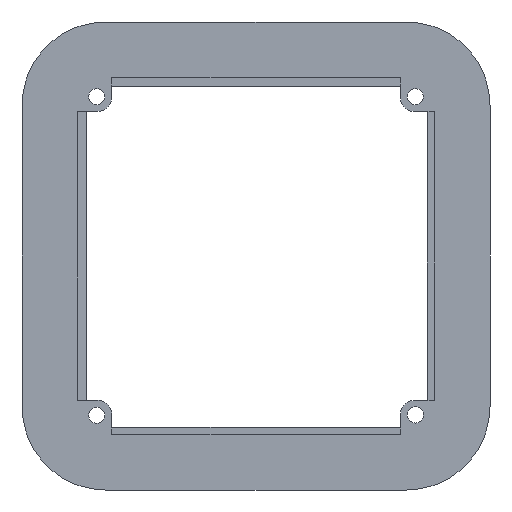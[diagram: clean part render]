
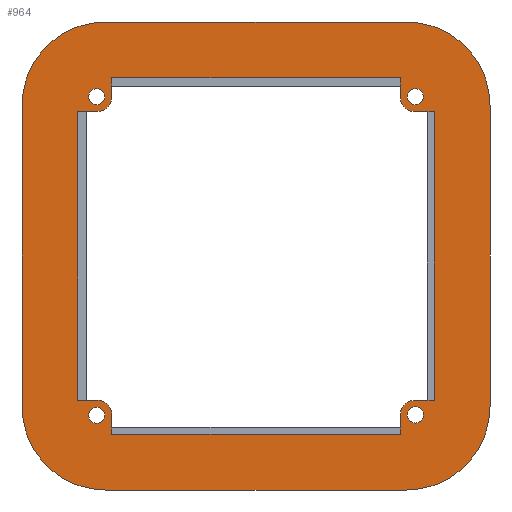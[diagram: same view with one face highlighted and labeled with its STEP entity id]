
A CAD part, front view. The second image highlights one B-rep face of the part: STEP entity #964.
In plain terms, the highlighted planar face has unit normal (0, -1, 0).
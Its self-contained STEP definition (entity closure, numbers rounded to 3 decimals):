
#19=FACE_BOUND('',#179,.T.);
#20=FACE_BOUND('',#180,.T.);
#21=FACE_BOUND('',#181,.T.);
#22=FACE_BOUND('',#182,.T.);
#23=FACE_BOUND('',#183,.T.);
#56=PLANE('',#1063);
#121=FACE_OUTER_BOUND('',#178,.T.);
#178=EDGE_LOOP('',(#864,#865,#866,#867,#868,#869,#870,#871));
#179=EDGE_LOOP('',(#872,#873,#874,#875,#876,#877,#878,#879,#880,#881,#882,
#883,#884,#885,#886,#887));
#180=EDGE_LOOP('',(#888));
#181=EDGE_LOOP('',(#889));
#182=EDGE_LOOP('',(#890));
#183=EDGE_LOOP('',(#891));
#195=LINE('',#1490,#287);
#198=LINE('',#1498,#290);
#215=LINE('',#1544,#307);
#246=LINE('',#1624,#338);
#250=LINE('',#1634,#342);
#254=LINE('',#1644,#346);
#257=LINE('',#1653,#349);
#260=LINE('',#1658,#352);
#261=LINE('',#1661,#353);
#263=LINE('',#1665,#355);
#265=LINE('',#1668,#357);
#266=LINE('',#1670,#358);
#267=LINE('',#1673,#359);
#269=LINE('',#1676,#361);
#270=LINE('',#1678,#362);
#275=LINE('',#1696,#367);
#287=VECTOR('',#1115,10.);
#290=VECTOR('',#1124,10.);
#307=VECTOR('',#1171,10.);
#338=VECTOR('',#1244,10.);
#342=VECTOR('',#1254,10.);
#346=VECTOR('',#1264,10.);
#349=VECTOR('',#1273,10.);
#352=VECTOR('',#1278,10.);
#353=VECTOR('',#1281,10.);
#355=VECTOR('',#1285,10.);
#357=VECTOR('',#1289,10.);
#358=VECTOR('',#1292,10.);
#359=VECTOR('',#1295,10.);
#361=VECTOR('',#1299,10.);
#362=VECTOR('',#1302,10.);
#367=VECTOR('',#1325,10.);
#380=CIRCLE('',#996,15.);
#381=CIRCLE('',#999,15.);
#382=CIRCLE('',#1012,15.);
#383=CIRCLE('',#1014,15.);
#392=CIRCLE('',#1035,2.5);
#393=CIRCLE('',#1038,2.5);
#394=CIRCLE('',#1041,2.5);
#395=CIRCLE('',#1044,2.5);
#396=CIRCLE('',#1055,1.45);
#397=CIRCLE('',#1057,1.45);
#398=CIRCLE('',#1059,1.45);
#399=CIRCLE('',#1061,1.45);
#420=VERTEX_POINT('',#1482);
#421=VERTEX_POINT('',#1484);
#422=VERTEX_POINT('',#1488);
#423=VERTEX_POINT('',#1492);
#424=VERTEX_POINT('',#1496);
#436=VERTEX_POINT('',#1534);
#437=VERTEX_POINT('',#1538);
#438=VERTEX_POINT('',#1540);
#464=VERTEX_POINT('',#1616);
#465=VERTEX_POINT('',#1617);
#466=VERTEX_POINT('',#1622);
#467=VERTEX_POINT('',#1626);
#468=VERTEX_POINT('',#1627);
#469=VERTEX_POINT('',#1632);
#470=VERTEX_POINT('',#1636);
#471=VERTEX_POINT('',#1637);
#472=VERTEX_POINT('',#1642);
#473=VERTEX_POINT('',#1646);
#474=VERTEX_POINT('',#1647);
#475=VERTEX_POINT('',#1652);
#476=VERTEX_POINT('',#1656);
#477=VERTEX_POINT('',#1660);
#478=VERTEX_POINT('',#1664);
#479=VERTEX_POINT('',#1672);
#480=VERTEX_POINT('',#1680);
#481=VERTEX_POINT('',#1684);
#482=VERTEX_POINT('',#1688);
#483=VERTEX_POINT('',#1692);
#513=EDGE_CURVE('',#420,#421,#380,.T.);
#516=EDGE_CURVE('',#420,#422,#195,.T.);
#518=EDGE_CURVE('',#423,#422,#381,.T.);
#520=EDGE_CURVE('',#423,#424,#198,.T.);
#539=EDGE_CURVE('',#436,#424,#382,.T.);
#541=EDGE_CURVE('',#437,#438,#383,.T.);
#543=EDGE_CURVE('',#437,#421,#215,.T.);
#579=EDGE_CURVE('',#464,#465,#392,.T.);
#583=EDGE_CURVE('',#464,#466,#246,.T.);
#584=EDGE_CURVE('',#467,#468,#393,.T.);
#588=EDGE_CURVE('',#467,#469,#250,.T.);
#589=EDGE_CURVE('',#470,#471,#394,.T.);
#593=EDGE_CURVE('',#470,#472,#254,.T.);
#594=EDGE_CURVE('',#473,#474,#395,.T.);
#597=EDGE_CURVE('',#475,#474,#257,.T.);
#600=EDGE_CURVE('',#469,#476,#260,.T.);
#601=EDGE_CURVE('',#477,#468,#261,.T.);
#603=EDGE_CURVE('',#478,#477,#263,.T.);
#605=EDGE_CURVE('',#473,#478,#265,.T.);
#606=EDGE_CURVE('',#472,#475,#266,.T.);
#607=EDGE_CURVE('',#479,#471,#267,.T.);
#609=EDGE_CURVE('',#466,#479,#269,.T.);
#610=EDGE_CURVE('',#476,#465,#270,.T.);
#611=EDGE_CURVE('',#480,#480,#396,.T.);
#613=EDGE_CURVE('',#481,#481,#397,.T.);
#615=EDGE_CURVE('',#482,#482,#398,.T.);
#617=EDGE_CURVE('',#483,#483,#399,.T.);
#619=EDGE_CURVE('',#436,#438,#275,.T.);
#864=ORIENTED_EDGE('',*,*,#513,.F.);
#865=ORIENTED_EDGE('',*,*,#516,.T.);
#866=ORIENTED_EDGE('',*,*,#518,.F.);
#867=ORIENTED_EDGE('',*,*,#520,.T.);
#868=ORIENTED_EDGE('',*,*,#539,.F.);
#869=ORIENTED_EDGE('',*,*,#619,.T.);
#870=ORIENTED_EDGE('',*,*,#541,.F.);
#871=ORIENTED_EDGE('',*,*,#543,.T.);
#872=ORIENTED_EDGE('',*,*,#579,.F.);
#873=ORIENTED_EDGE('',*,*,#583,.T.);
#874=ORIENTED_EDGE('',*,*,#609,.T.);
#875=ORIENTED_EDGE('',*,*,#607,.T.);
#876=ORIENTED_EDGE('',*,*,#589,.F.);
#877=ORIENTED_EDGE('',*,*,#593,.T.);
#878=ORIENTED_EDGE('',*,*,#606,.T.);
#879=ORIENTED_EDGE('',*,*,#597,.T.);
#880=ORIENTED_EDGE('',*,*,#594,.F.);
#881=ORIENTED_EDGE('',*,*,#605,.T.);
#882=ORIENTED_EDGE('',*,*,#603,.T.);
#883=ORIENTED_EDGE('',*,*,#601,.T.);
#884=ORIENTED_EDGE('',*,*,#584,.F.);
#885=ORIENTED_EDGE('',*,*,#588,.T.);
#886=ORIENTED_EDGE('',*,*,#600,.T.);
#887=ORIENTED_EDGE('',*,*,#610,.T.);
#888=ORIENTED_EDGE('',*,*,#617,.T.);
#889=ORIENTED_EDGE('',*,*,#615,.T.);
#890=ORIENTED_EDGE('',*,*,#613,.T.);
#891=ORIENTED_EDGE('',*,*,#611,.T.);
#964=ADVANCED_FACE('',(#121,#19,#20,#21,#22,#23),#56,.F.);
#996=AXIS2_PLACEMENT_3D('',#1485,#1109,#1110);
#999=AXIS2_PLACEMENT_3D('',#1494,#1119,#1120);
#1012=AXIS2_PLACEMENT_3D('',#1536,#1161,#1162);
#1014=AXIS2_PLACEMENT_3D('',#1541,#1166,#1167);
#1035=AXIS2_PLACEMENT_3D('',#1618,#1237,#1238);
#1038=AXIS2_PLACEMENT_3D('',#1628,#1247,#1248);
#1041=AXIS2_PLACEMENT_3D('',#1638,#1257,#1258);
#1044=AXIS2_PLACEMENT_3D('',#1648,#1267,#1268);
#1055=AXIS2_PLACEMENT_3D('',#1681,#1305,#1306);
#1057=AXIS2_PLACEMENT_3D('',#1685,#1310,#1311);
#1059=AXIS2_PLACEMENT_3D('',#1689,#1315,#1316);
#1061=AXIS2_PLACEMENT_3D('',#1693,#1320,#1321);
#1063=AXIS2_PLACEMENT_3D('',#1697,#1326,#1327);
#1109=DIRECTION('center_axis',(0.,1.,0.));
#1110=DIRECTION('ref_axis',(0.707,0.,0.707));
#1115=DIRECTION('',(-1.,0.,0.));
#1119=DIRECTION('center_axis',(0.,1.,0.));
#1120=DIRECTION('ref_axis',(-0.707,0.,0.707));
#1124=DIRECTION('',(0.,0.,-1.));
#1161=DIRECTION('center_axis',(0.,1.,0.));
#1162=DIRECTION('ref_axis',(-0.707,0.,-0.707));
#1166=DIRECTION('center_axis',(0.,1.,0.));
#1167=DIRECTION('ref_axis',(0.707,0.,-0.707));
#1171=DIRECTION('',(0.,0.,1.));
#1237=DIRECTION('center_axis',(0.,1.,0.));
#1238=DIRECTION('ref_axis',(-0.707,0.,-0.707));
#1244=DIRECTION('',(1.,0.,0.));
#1247=DIRECTION('center_axis',(0.,1.,0.));
#1248=DIRECTION('ref_axis',(0.707,0.,-0.707));
#1254=DIRECTION('',(0.,0.,1.));
#1257=DIRECTION('center_axis',(0.,1.,0.));
#1258=DIRECTION('ref_axis',(-0.707,0.,0.707));
#1264=DIRECTION('',(0.,0.,-1.));
#1267=DIRECTION('center_axis',(0.,1.,0.));
#1268=DIRECTION('ref_axis',(0.707,0.,0.707));
#1273=DIRECTION('',(0.,0.,1.));
#1278=DIRECTION('',(1.,0.,0.));
#1281=DIRECTION('',(1.,0.,0.));
#1285=DIRECTION('',(0.,0.,1.));
#1289=DIRECTION('',(-1.,0.,0.));
#1292=DIRECTION('',(-1.,0.,0.));
#1295=DIRECTION('',(-1.,0.,0.));
#1299=DIRECTION('',(0.,0.,-1.));
#1302=DIRECTION('',(0.,0.,-1.));
#1305=DIRECTION('center_axis',(0.,1.,0.));
#1306=DIRECTION('ref_axis',(1.,0.,0.));
#1310=DIRECTION('center_axis',(0.,1.,0.));
#1311=DIRECTION('ref_axis',(1.,0.,0.));
#1315=DIRECTION('center_axis',(0.,1.,0.));
#1316=DIRECTION('ref_axis',(1.,0.,0.));
#1320=DIRECTION('center_axis',(0.,1.,0.));
#1321=DIRECTION('ref_axis',(1.,0.,0.));
#1325=DIRECTION('',(1.,0.,0.));
#1326=DIRECTION('center_axis',(0.,1.,0.));
#1327=DIRECTION('ref_axis',(1.,0.,0.));
#1482=CARTESIAN_POINT('',(55.575,-8.5,70.575));
#1484=CARTESIAN_POINT('',(70.575,-8.5,55.575));
#1485=CARTESIAN_POINT('Origin',(55.575,-8.5,55.575));
#1488=CARTESIAN_POINT('',(1.575,-8.5,70.575));
#1490=CARTESIAN_POINT('',(70.575,-8.5,70.575));
#1492=CARTESIAN_POINT('',(-13.425,-8.5,55.575));
#1494=CARTESIAN_POINT('Origin',(1.575,-8.5,55.575));
#1496=CARTESIAN_POINT('',(-13.425,-8.5,1.575));
#1498=CARTESIAN_POINT('',(-13.425,-8.5,70.575));
#1534=CARTESIAN_POINT('',(1.575,-8.5,-13.425));
#1536=CARTESIAN_POINT('Origin',(1.575,-8.5,1.575));
#1538=CARTESIAN_POINT('',(70.575,-8.5,1.575));
#1540=CARTESIAN_POINT('',(55.575,-8.5,-13.425));
#1541=CARTESIAN_POINT('Origin',(55.575,-8.5,1.575));
#1544=CARTESIAN_POINT('',(70.575,-8.5,-13.425));
#1616=CARTESIAN_POINT('',(57.,-8.5,54.5));
#1617=CARTESIAN_POINT('',(54.5,-8.5,57.));
#1618=CARTESIAN_POINT('Origin',(57.,-8.5,57.));
#1622=CARTESIAN_POINT('',(60.575,-8.5,54.5));
#1624=CARTESIAN_POINT('',(54.5,-8.5,54.5));
#1626=CARTESIAN_POINT('',(2.688,-8.5,57.019));
#1627=CARTESIAN_POINT('',(0.188,-8.5,54.519));
#1628=CARTESIAN_POINT('Origin',(0.188,-8.5,57.019));
#1632=CARTESIAN_POINT('',(2.688,-8.5,60.575));
#1634=CARTESIAN_POINT('',(2.688,-8.5,60.575));
#1636=CARTESIAN_POINT('',(54.5,-8.5,0.157));
#1637=CARTESIAN_POINT('',(57.,-8.5,2.657));
#1638=CARTESIAN_POINT('Origin',(57.,-8.5,0.157));
#1642=CARTESIAN_POINT('',(54.5,-8.5,-3.425));
#1644=CARTESIAN_POINT('',(54.5,-8.5,-3.425));
#1646=CARTESIAN_POINT('',(0.188,-8.5,2.657));
#1647=CARTESIAN_POINT('',(2.688,-8.5,0.157));
#1648=CARTESIAN_POINT('Origin',(0.188,-8.5,0.157));
#1652=CARTESIAN_POINT('',(2.688,-8.5,-3.425));
#1653=CARTESIAN_POINT('',(2.688,-8.5,-3.425));
#1656=CARTESIAN_POINT('',(54.5,-8.5,60.575));
#1658=CARTESIAN_POINT('',(60.575,-8.5,60.575));
#1660=CARTESIAN_POINT('',(-3.425,-8.5,54.519));
#1661=CARTESIAN_POINT('',(2.688,-8.5,54.519));
#1664=CARTESIAN_POINT('',(-3.425,-8.5,2.657));
#1665=CARTESIAN_POINT('',(-3.425,-8.5,4.575));
#1668=CARTESIAN_POINT('',(2.688,-8.5,2.657));
#1670=CARTESIAN_POINT('',(60.575,-8.5,-3.425));
#1672=CARTESIAN_POINT('',(60.575,-8.5,2.657));
#1673=CARTESIAN_POINT('',(54.5,-8.5,2.657));
#1676=CARTESIAN_POINT('',(60.575,-8.5,52.575));
#1678=CARTESIAN_POINT('',(54.5,-8.5,60.575));
#1680=CARTESIAN_POINT('',(-1.45,-8.5,0.));
#1681=CARTESIAN_POINT('Origin',(0.,-8.5,0.));
#1684=CARTESIAN_POINT('',(55.745,-8.5,0.045));
#1685=CARTESIAN_POINT('Origin',(57.195,-8.5,0.045));
#1688=CARTESIAN_POINT('',(55.7,-8.5,57.15));
#1689=CARTESIAN_POINT('Origin',(57.15,-8.5,57.15));
#1692=CARTESIAN_POINT('',(-1.45,-8.5,57.15));
#1693=CARTESIAN_POINT('Origin',(0.,-8.5,57.15));
#1696=CARTESIAN_POINT('',(-13.425,-8.5,-13.425));
#1697=CARTESIAN_POINT('Origin',(28.575,-8.5,28.575));
